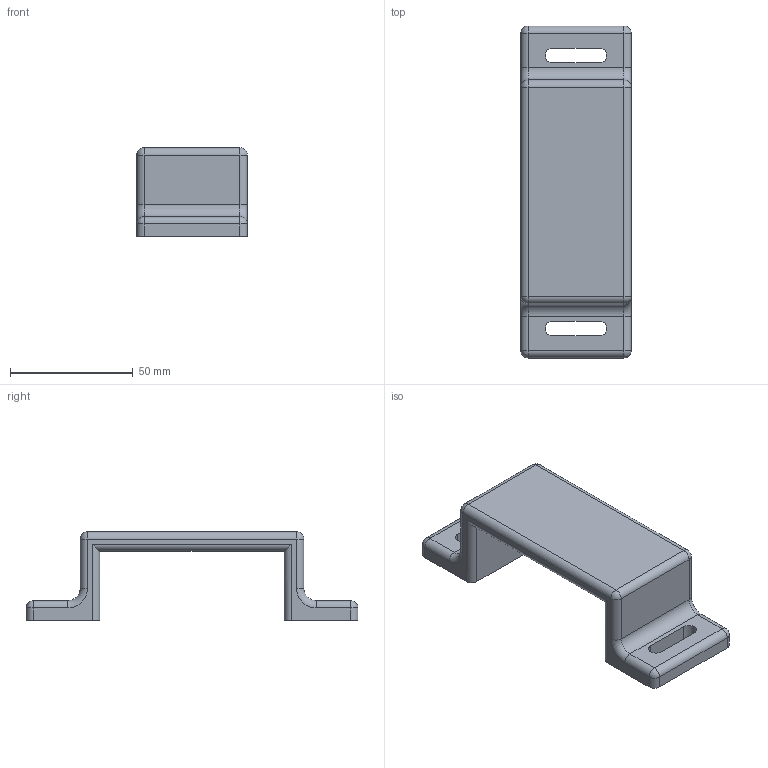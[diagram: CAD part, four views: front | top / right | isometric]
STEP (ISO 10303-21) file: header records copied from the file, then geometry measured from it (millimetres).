
FILE_DESCRIPTION(/* description */ (''),/* implementation_level */ '2;1');
FILE_NAME(/* name */ 'sujeta-taladro-0.1.stp',/* time_stamp */ '2015-09-21T09:57:12+02:00',/* author */ ('Startic'),/* organization */ (''),/* preprocessor_version */ 'ST-DEVELOPER v16.1',/* originating_system */ 'Autodesk Inventor LT ',/* authorisation */ '');
FILE_SCHEMA (('AUTOMOTIVE_DESIGN { 1 0 10303 214 3 1 1 }'));
Length unit declared in the file: millimetre
Products named in the file (1): sujeta-taladro-0.1
Bounding box: 45 x 135 x 36 mm (x, y, z)
Volume: 65347.4 mm3; surface area: 20027.1 mm2
Topology: 1 solids, 1 shells, 60 faces, 138 edges, 80 vertices
Faces by surface type: cylinder 30, plane 18, sphere 8, torus 4
Entity records: 1706 total; most frequent: DIRECTION 320, CARTESIAN_POINT 279, ORIENTED_EDGE 276, EDGE_CURVE 138, AXIS2_PLACEMENT_3D 121, VERTEX_POINT 80, LINE 78, VECTOR 78
